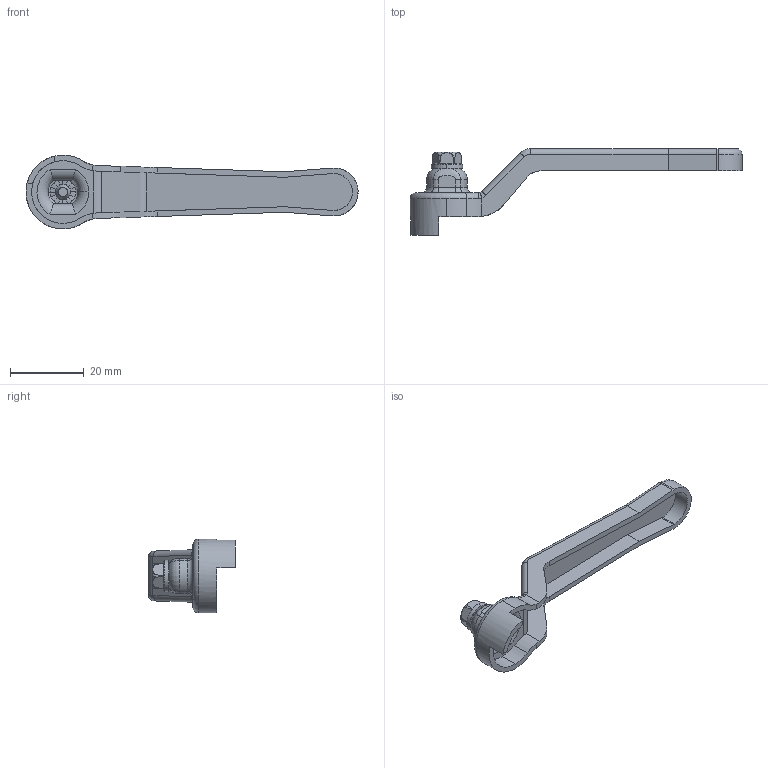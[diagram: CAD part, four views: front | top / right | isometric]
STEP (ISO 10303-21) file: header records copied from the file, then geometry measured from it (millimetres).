
FILE_DESCRIPTION (( 'STEP AP214' ), '1' );
FILE_NAME ('IT-HANDLE1_Z.STEP', '2018-09-21T09:16:58', ( '' ), ( '' ), 'SwSTEP 2.0', 'SolidWorks 2018', '' );
FILE_SCHEMA (( 'AUTOMOTIVE_DESIGN' ));
Length unit declared in the file: millimetre
Products named in the file (1): IT-HANDLE1_Z
Bounding box: 89.99 x 23.5 x 20 mm (x, y, z)
Surface area: 5319.8 mm2 (no closed solid volume)
Topology: 0 solids, 2 shells, 341 faces, 900 edges, 585 vertices
Faces by surface type: plane 202, cylinder 60, bspline 44, torus 22, cone 13
Entity records: 15566 total; most frequent: CARTESIAN_POINT 9057, ORIENTED_EDGE 1792, EDGE_CURVE 900, B_SPLINE_CURVE_WITH_KNOTS 895, DIRECTION 596, VERTEX_POINT 585, EDGE_LOOP 365, ADVANCED_FACE 341
